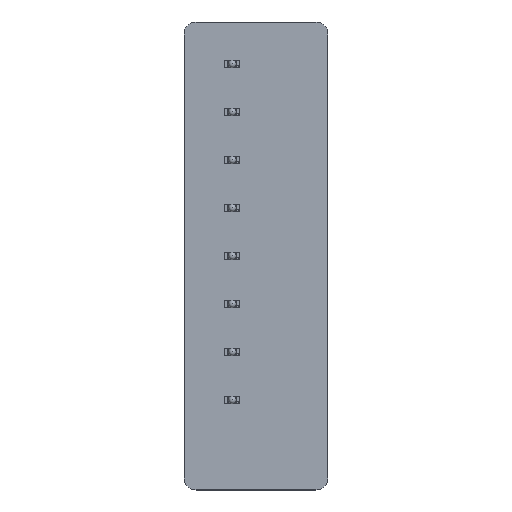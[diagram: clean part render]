
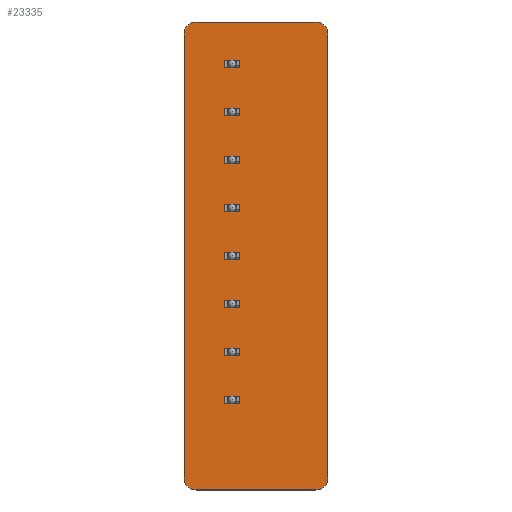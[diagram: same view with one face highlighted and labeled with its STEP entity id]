
A CAD part, top view. The second image highlights one B-rep face of the part: STEP entity #23335.
In plain terms, the highlighted planar face has unit normal (0, 0, 1).
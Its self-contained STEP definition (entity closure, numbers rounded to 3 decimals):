
#23070 = VERTEX_POINT('',#23071);
#23071 = CARTESIAN_POINT('',(154.94,-50.8,1.6));
#23077 = EDGE_CURVE('',#23070,#23078,#23080,.T.);
#23078 = VERTEX_POINT('',#23079);
#23079 = CARTESIAN_POINT('',(157.48,-53.34,1.6));
#23080 = CIRCLE('',#23081,2.54);
#23081 = AXIS2_PLACEMENT_3D('',#23082,#23083,#23084);
#23082 = CARTESIAN_POINT('',(154.94,-53.34,1.6));
#23083 = DIRECTION('',(0.,0.,-1.));
#23084 = DIRECTION('',(0.,1.,0.));
#23110 = EDGE_CURVE('',#23078,#23111,#23113,.T.);
#23111 = VERTEX_POINT('',#23112);
#23112 = CARTESIAN_POINT('',(157.48,-147.32,1.6));
#23113 = LINE('',#23114,#23115);
#23114 = CARTESIAN_POINT('',(157.48,-53.34,1.6));
#23115 = VECTOR('',#23116,1.);
#23116 = DIRECTION('',(0.,-1.,0.));
#23141 = EDGE_CURVE('',#23111,#23142,#23144,.T.);
#23142 = VERTEX_POINT('',#23143);
#23143 = CARTESIAN_POINT('',(154.94,-149.86,1.6));
#23144 = CIRCLE('',#23145,2.54);
#23145 = AXIS2_PLACEMENT_3D('',#23146,#23147,#23148);
#23146 = CARTESIAN_POINT('',(154.94,-147.32,1.6));
#23147 = DIRECTION('',(0.,0.,-1.));
#23148 = DIRECTION('',(1.,0.,0.));
#23174 = EDGE_CURVE('',#23142,#23175,#23177,.T.);
#23175 = VERTEX_POINT('',#23176);
#23176 = CARTESIAN_POINT('',(129.54,-149.86,1.6));
#23177 = LINE('',#23178,#23179);
#23178 = CARTESIAN_POINT('',(154.94,-149.86,1.6));
#23179 = VECTOR('',#23180,1.);
#23180 = DIRECTION('',(-1.,0.,0.));
#23205 = EDGE_CURVE('',#23175,#23206,#23208,.T.);
#23206 = VERTEX_POINT('',#23207);
#23207 = CARTESIAN_POINT('',(127.,-147.32,1.6));
#23208 = CIRCLE('',#23209,2.54);
#23209 = AXIS2_PLACEMENT_3D('',#23210,#23211,#23212);
#23210 = CARTESIAN_POINT('',(129.54,-147.32,1.6));
#23211 = DIRECTION('',(0.,0.,-1.));
#23212 = DIRECTION('',(0.,-1.,-0.));
#23238 = EDGE_CURVE('',#23206,#23239,#23241,.T.);
#23239 = VERTEX_POINT('',#23240);
#23240 = CARTESIAN_POINT('',(127.,-53.34,1.6));
#23241 = LINE('',#23242,#23243);
#23242 = CARTESIAN_POINT('',(127.,-147.32,1.6));
#23243 = VECTOR('',#23244,1.);
#23244 = DIRECTION('',(0.,1.,0.));
#23269 = EDGE_CURVE('',#23239,#23270,#23272,.T.);
#23270 = VERTEX_POINT('',#23271);
#23271 = CARTESIAN_POINT('',(129.54,-50.8,1.6));
#23272 = CIRCLE('',#23273,2.54);
#23273 = AXIS2_PLACEMENT_3D('',#23274,#23275,#23276);
#23274 = CARTESIAN_POINT('',(129.54,-53.34,1.6));
#23275 = DIRECTION('',(0.,0.,-1.));
#23276 = DIRECTION('',(-1.,0.,0.));
#23302 = EDGE_CURVE('',#23270,#23070,#23303,.T.);
#23303 = LINE('',#23304,#23305);
#23304 = CARTESIAN_POINT('',(129.54,-50.8,1.6));
#23305 = VECTOR('',#23306,1.);
#23306 = DIRECTION('',(1.,0.,0.));
#23335 = ADVANCED_FACE('',(#23336),#23346,.T.);
#23336 = FACE_BOUND('',#23337,.F.);
#23337 = EDGE_LOOP('',(#23338,#23339,#23340,#23341,#23342,#23343,#23344,
    #23345));
#23338 = ORIENTED_EDGE('',*,*,#23077,.T.);
#23339 = ORIENTED_EDGE('',*,*,#23110,.T.);
#23340 = ORIENTED_EDGE('',*,*,#23141,.T.);
#23341 = ORIENTED_EDGE('',*,*,#23174,.T.);
#23342 = ORIENTED_EDGE('',*,*,#23205,.T.);
#23343 = ORIENTED_EDGE('',*,*,#23238,.T.);
#23344 = ORIENTED_EDGE('',*,*,#23269,.T.);
#23345 = ORIENTED_EDGE('',*,*,#23302,.T.);
#23346 = PLANE('',#23347);
#23347 = AXIS2_PLACEMENT_3D('',#23348,#23349,#23350);
#23348 = CARTESIAN_POINT('',(0.,0.,1.6));
#23349 = DIRECTION('',(0.,0.,1.));
#23350 = DIRECTION('',(1.,0.,-0.));
